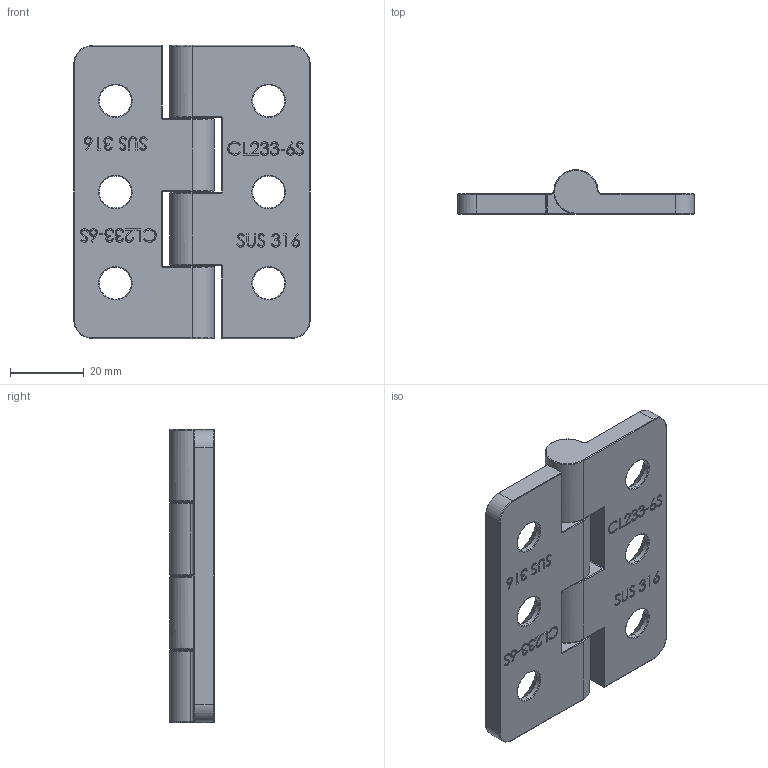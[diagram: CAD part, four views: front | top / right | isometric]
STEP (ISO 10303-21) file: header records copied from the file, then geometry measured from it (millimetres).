
FILE_DESCRIPTION (( 'STEP AP203' ), '1' );
FILE_NAME ('CL-233-6S.STEP', '2016-08-23T09:22:30', ( '' ), ( '' ), 'SwSTEP 2.0', 'SolidWorks 2010', '' );
FILE_SCHEMA (( 'CONFIG_CONTROL_DESIGN' ));
Length unit declared in the file: millimetre
Products named in the file (3): 鉸鏈片; CL-233-6S; 插銷
Assembly tree (3 placements, depth 2):
  CL-233-6S
    鉸鏈片  x2
    插銷
Bounding box: 64 x 12 x 79.4 mm (x, y, z)
Volume: 27389 mm3; surface area: 16657.6 mm2
Topology: 3 solids, 3 shells, 582 faces, 1502 edges, 956 vertices
Faces by surface type: bspline 254, plane 158, torus 80, cylinder 74, cone 12, sphere 4
Entity records: 19085 total; most frequent: CARTESIAN_POINT 12388, ORIENTED_EDGE 1504, DIRECTION 992, EDGE_CURVE 752, VERTEX_POINT 480, LINE 348, VECTOR 348, AXIS2_PLACEMENT_3D 322
